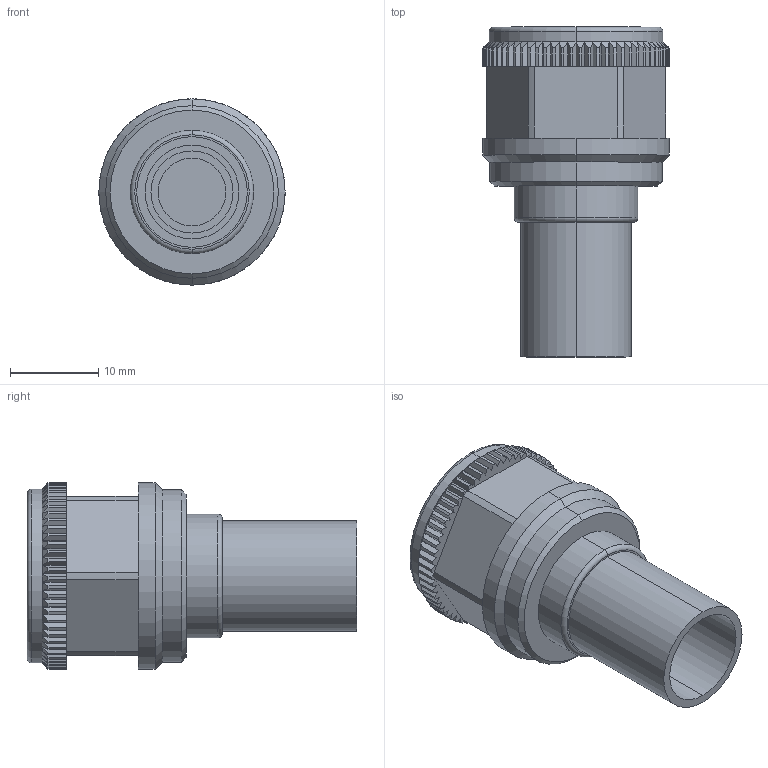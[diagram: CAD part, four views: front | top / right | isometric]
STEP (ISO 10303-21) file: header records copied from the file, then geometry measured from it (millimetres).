
FILE_DESCRIPTION (( 'STEP AP203' ), '1' );
FILE_NAME ('PE44522.step', '2019-10-09T15:04:13', ( '' ), ( '' ), 'SwSTEP 2.0', 'SolidWorks 2018', '' );
FILE_SCHEMA (( 'CONFIG_CONTROL_DESIGN' ));
Length unit declared in the file: inch
Products named in the file (1): PE44522
Bounding box: 21.08 x 37.34 x 21.08 mm (x, y, z)
Volume: 5105.5 mm3; surface area: 4822.2 mm2
Topology: 2 solids, 2 shells, 317 faces, 874 edges, 569 vertices
Faces by surface type: plane 184, cylinder 107, cone 17, torus 6, bspline 3
Entity records: 11193 total; most frequent: CARTESIAN_POINT 3175, ORIENTED_EDGE 1748, DIRECTION 1583, EDGE_CURVE 874, VERTEX_POINT 569, AXIS2_PLACEMENT_3D 562, VECTOR 459, LINE 459
